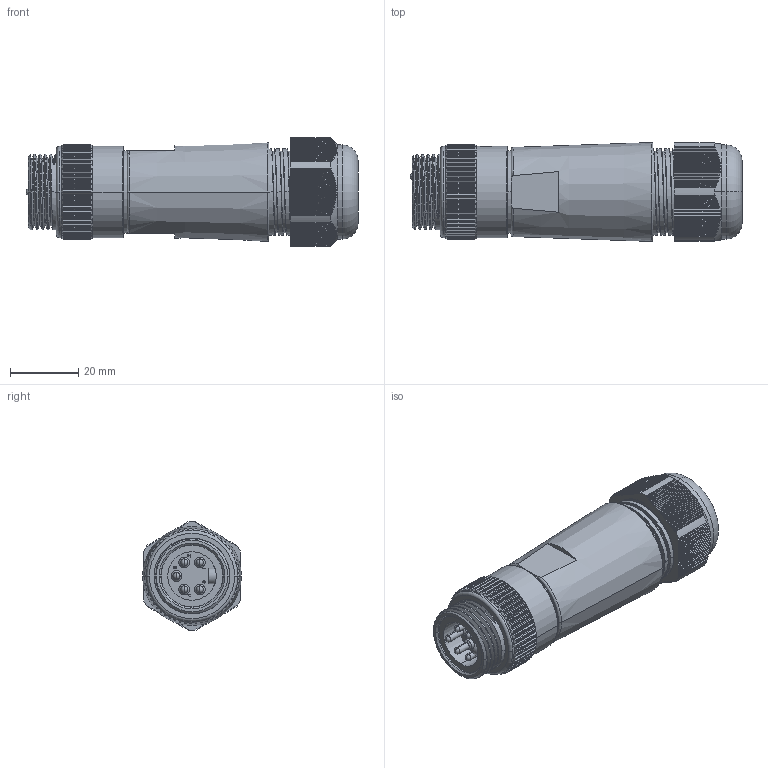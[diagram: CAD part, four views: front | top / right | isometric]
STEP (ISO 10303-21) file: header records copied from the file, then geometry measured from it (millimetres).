
FILE_DESCRIPTION (( 'STEP AP214' ), '1' );
FILE_NAME ('ZP-S1-5MPM-FWX.step', '2016-03-08T22:14:25', ( '' ), ( '' ), 'SwSTEP 2.0', 'SolidWorks 2015', '' );
FILE_SCHEMA (( 'AUTOMOTIVE_DESIGN' ));
Length unit declared in the file: millimetre
Products named in the file (1): ZP-S1-5MPM-FWX
Bounding box: 97.56 x 29.06 x 31.9 mm (x, y, z)
Volume: 49362.3 mm3; surface area: 17906.8 mm2
Topology: 9 solids, 9 shells, 937 faces, 2680 edges, 1768 vertices
Faces by surface type: plane 528, cylinder 324, bspline 38, cone 22, torus 15, sphere 10
Entity records: 37286 total; most frequent: CARTESIAN_POINT 14878, ORIENTED_EDGE 5320, DIRECTION 3651, EDGE_CURVE 2660, VERTEX_POINT 1758, VECTOR 1283, LINE 1283, AXIS2_PLACEMENT_3D 1184
